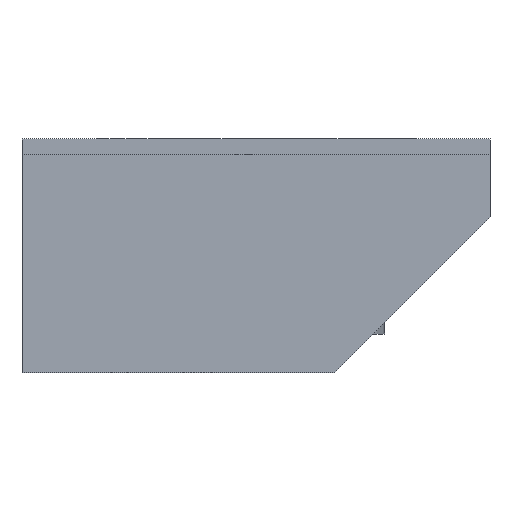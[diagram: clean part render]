
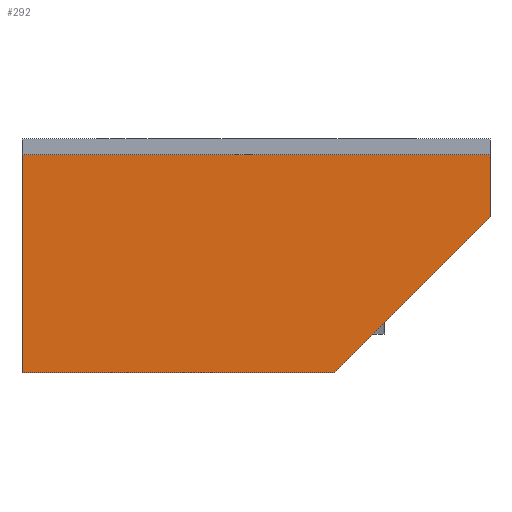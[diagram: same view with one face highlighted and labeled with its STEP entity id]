
A CAD part, front view. The second image highlights one B-rep face of the part: STEP entity #292.
In plain terms, the highlighted planar face has unit normal (0, -1, 0).
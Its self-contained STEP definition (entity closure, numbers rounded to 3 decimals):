
#69 = EDGE_CURVE('',#70,#72,#74,.T.);
#70 = VERTEX_POINT('',#71);
#71 = CARTESIAN_POINT('',(3.,-16.5,2.));
#72 = VERTEX_POINT('',#73);
#73 = CARTESIAN_POINT('',(3.,-16.5,2.8));
#74 = LINE('',#75,#76);
#75 = CARTESIAN_POINT('',(3.,-16.5,0.));
#76 = VECTOR('',#77,1.);
#77 = DIRECTION('',(0.,0.,1.));
#150 = EDGE_CURVE('',#70,#151,#153,.T.);
#151 = VERTEX_POINT('',#152);
#152 = CARTESIAN_POINT('',(1.,-16.5,0.));
#153 = LINE('',#154,#155);
#154 = CARTESIAN_POINT('',(2.,-16.5,1.));
#155 = VECTOR('',#156,1.);
#156 = DIRECTION('',(-0.707,-0.,-0.707));
#209 = VERTEX_POINT('',#210);
#210 = CARTESIAN_POINT('',(-3.,-16.5,0.));
#216 = EDGE_CURVE('',#151,#209,#217,.T.);
#217 = LINE('',#218,#219);
#218 = CARTESIAN_POINT('',(3.,-16.5,0.));
#219 = VECTOR('',#220,1.);
#220 = DIRECTION('',(-1.,0.,0.));
#232 = EDGE_CURVE('',#209,#233,#235,.T.);
#233 = VERTEX_POINT('',#234);
#234 = CARTESIAN_POINT('',(-3.,-16.5,2.8));
#235 = LINE('',#236,#237);
#236 = CARTESIAN_POINT('',(-3.,-16.5,0.));
#237 = VECTOR('',#238,1.);
#238 = DIRECTION('',(0.,0.,1.));
#292 = ADVANCED_FACE('',(#293),#305,.T.);
#293 = FACE_BOUND('',#294,.T.);
#294 = EDGE_LOOP('',(#295,#296,#297,#298,#304));
#295 = ORIENTED_EDGE('',*,*,#216,.F.);
#296 = ORIENTED_EDGE('',*,*,#150,.F.);
#297 = ORIENTED_EDGE('',*,*,#69,.T.);
#298 = ORIENTED_EDGE('',*,*,#299,.T.);
#299 = EDGE_CURVE('',#72,#233,#300,.T.);
#300 = LINE('',#301,#302);
#301 = CARTESIAN_POINT('',(1.506,-16.5,2.8));
#302 = VECTOR('',#303,1.);
#303 = DIRECTION('',(-1.,0.,0.));
#304 = ORIENTED_EDGE('',*,*,#232,.F.);
#305 = PLANE('',#306);
#306 = AXIS2_PLACEMENT_3D('',#307,#308,#309);
#307 = CARTESIAN_POINT('',(3.,-16.5,0.));
#308 = DIRECTION('',(0.,-1.,0.));
#309 = DIRECTION('',(-1.,0.,0.));
